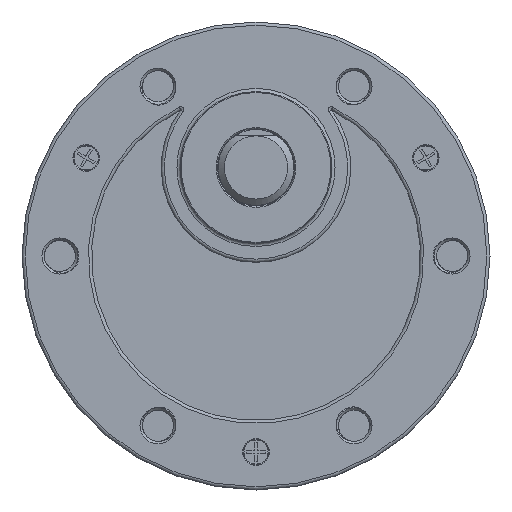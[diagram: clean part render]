
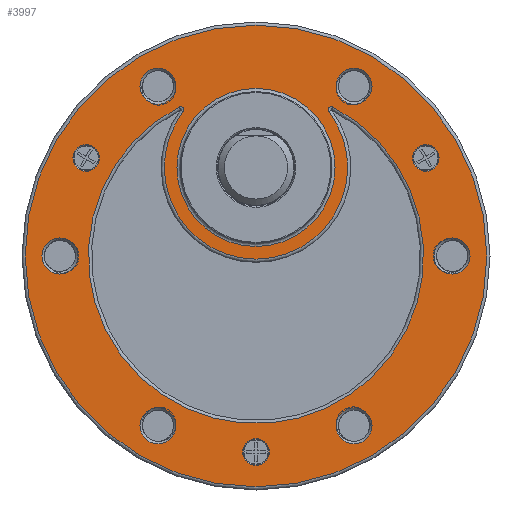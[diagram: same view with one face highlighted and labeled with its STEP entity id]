
A CAD part, front view. The second image highlights one B-rep face of the part: STEP entity #3997.
In plain terms, the highlighted planar face has unit normal (0, -1, 0).
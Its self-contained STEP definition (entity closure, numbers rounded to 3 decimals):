
#235=CIRCLE('',#4233,1.425);
#236=CIRCLE('',#4235,1.425);
#237=CIRCLE('',#4237,1.425);
#238=CIRCLE('',#4239,1.425);
#239=CIRCLE('',#4241,1.425);
#240=CIRCLE('',#4243,1.425);
#241=CIRCLE('',#4245,1.049);
#242=CIRCLE('',#4247,1.049);
#243=CIRCLE('',#4249,1.049);
#245=CIRCLE('',#4252,7.25);
#247=CIRCLE('',#4255,0.25);
#250=CIRCLE('',#4259,13.25);
#251=CIRCLE('',#4261,0.25);
#252=CIRCLE('',#4263,6.25);
#253=CIRCLE('',#4265,18.25);
#816=ORIENTED_EDGE('',*,*,#1313,.T.);
#817=ORIENTED_EDGE('',*,*,#1312,.T.);
#818=ORIENTED_EDGE('',*,*,#1311,.F.);
#819=ORIENTED_EDGE('',*,*,#1310,.T.);
#820=ORIENTED_EDGE('',*,*,#1307,.F.);
#821=ORIENTED_EDGE('',*,*,#1305,.T.);
#822=ORIENTED_EDGE('',*,*,#1303,.T.);
#823=ORIENTED_EDGE('',*,*,#1302,.T.);
#824=ORIENTED_EDGE('',*,*,#1301,.T.);
#825=ORIENTED_EDGE('',*,*,#1300,.T.);
#826=ORIENTED_EDGE('',*,*,#1299,.T.);
#827=ORIENTED_EDGE('',*,*,#1298,.T.);
#828=ORIENTED_EDGE('',*,*,#1297,.T.);
#829=ORIENTED_EDGE('',*,*,#1296,.T.);
#830=ORIENTED_EDGE('',*,*,#1295,.T.);
#1295=EDGE_CURVE('',#1596,#1596,#235,.F.);
#1296=EDGE_CURVE('',#1597,#1597,#236,.F.);
#1297=EDGE_CURVE('',#1598,#1598,#237,.F.);
#1298=EDGE_CURVE('',#1599,#1599,#238,.F.);
#1299=EDGE_CURVE('',#1600,#1600,#239,.F.);
#1300=EDGE_CURVE('',#1601,#1601,#240,.F.);
#1301=EDGE_CURVE('',#1602,#1602,#241,.F.);
#1302=EDGE_CURVE('',#1603,#1603,#242,.F.);
#1303=EDGE_CURVE('',#1604,#1604,#243,.F.);
#1305=EDGE_CURVE('',#1606,#1605,#245,.T.);
#1307=EDGE_CURVE('',#1606,#1607,#247,.T.);
#1310=EDGE_CURVE('',#1608,#1607,#250,.F.);
#1311=EDGE_CURVE('',#1608,#1605,#251,.T.);
#1312=EDGE_CURVE('',#1609,#1609,#252,.F.);
#1313=EDGE_CURVE('',#1610,#1610,#253,.T.);
#1596=VERTEX_POINT('',#21688);
#1597=VERTEX_POINT('',#21691);
#1598=VERTEX_POINT('',#21694);
#1599=VERTEX_POINT('',#21697);
#1600=VERTEX_POINT('',#21700);
#1601=VERTEX_POINT('',#21703);
#1602=VERTEX_POINT('',#21706);
#1603=VERTEX_POINT('',#21709);
#1604=VERTEX_POINT('',#21712);
#1605=VERTEX_POINT('',#21715);
#1606=VERTEX_POINT('',#21717);
#1607=VERTEX_POINT('',#21721);
#1608=VERTEX_POINT('',#21725);
#1609=VERTEX_POINT('',#21731);
#1610=VERTEX_POINT('',#21734);
#2218=EDGE_LOOP('',(#816));
#2219=EDGE_LOOP('',(#817));
#2220=EDGE_LOOP('',(#818,#819,#820,#821));
#2221=EDGE_LOOP('',(#822));
#2222=EDGE_LOOP('',(#823));
#2223=EDGE_LOOP('',(#824));
#2224=EDGE_LOOP('',(#825));
#2225=EDGE_LOOP('',(#826));
#2226=EDGE_LOOP('',(#827));
#2227=EDGE_LOOP('',(#828));
#2228=EDGE_LOOP('',(#829));
#2229=EDGE_LOOP('',(#830));
#2463=FACE_BOUND('',#2218,.T.);
#2464=FACE_BOUND('',#2219,.T.);
#2465=FACE_BOUND('',#2220,.T.);
#2466=FACE_BOUND('',#2221,.T.);
#2467=FACE_BOUND('',#2222,.T.);
#2468=FACE_BOUND('',#2223,.T.);
#2469=FACE_BOUND('',#2224,.T.);
#2470=FACE_BOUND('',#2225,.T.);
#2471=FACE_BOUND('',#2226,.T.);
#2472=FACE_BOUND('',#2227,.T.);
#2473=FACE_BOUND('',#2228,.T.);
#2474=FACE_BOUND('',#2229,.T.);
#2611=PLANE('',#4264);
#3997=ADVANCED_FACE('',(#2463,#2464,#2465,#2466,#2467,#2468,#2469,#2470,
#2471,#2472,#2473,#2474),#2611,.T.);
#4233=AXIS2_PLACEMENT_3D('',#21687,#4841,#4842);
#4235=AXIS2_PLACEMENT_3D('',#21690,#4845,#4846);
#4237=AXIS2_PLACEMENT_3D('',#21693,#4849,#4850);
#4239=AXIS2_PLACEMENT_3D('',#21696,#4853,#4854);
#4241=AXIS2_PLACEMENT_3D('',#21699,#4857,#4858);
#4243=AXIS2_PLACEMENT_3D('',#21702,#4861,#4862);
#4245=AXIS2_PLACEMENT_3D('',#21705,#4865,#4866);
#4247=AXIS2_PLACEMENT_3D('',#21708,#4869,#4870);
#4249=AXIS2_PLACEMENT_3D('',#21711,#4873,#4874);
#4252=AXIS2_PLACEMENT_3D('',#21716,#4879,#4880);
#4255=AXIS2_PLACEMENT_3D('',#21720,#4885,#4886);
#4259=AXIS2_PLACEMENT_3D('',#21726,#4893,#4894);
#4261=AXIS2_PLACEMENT_3D('',#21728,#4897,#4898);
#4263=AXIS2_PLACEMENT_3D('',#21730,#4901,#4902);
#4264=AXIS2_PLACEMENT_3D('',#21732,#4903,#4904);
#4265=AXIS2_PLACEMENT_3D('',#21733,#4905,#4906);
#4841=DIRECTION('',(0.,-1.,0.));
#4842=DIRECTION('',(0.,0.,-1.));
#4845=DIRECTION('',(0.,-1.,0.));
#4846=DIRECTION('',(0.866,0.,-0.5));
#4849=DIRECTION('',(0.,-1.,0.));
#4850=DIRECTION('',(0.866,0.,0.5));
#4853=DIRECTION('',(0.,-1.,0.));
#4854=DIRECTION('',(0.,0.,1.));
#4857=DIRECTION('',(0.,-1.,0.));
#4858=DIRECTION('',(-0.866,0.,0.5));
#4861=DIRECTION('',(0.,-1.,0.));
#4862=DIRECTION('',(-0.866,0.,-0.5));
#4865=DIRECTION('',(0.,-1.,0.));
#4866=DIRECTION('',(0.,0.,-1.));
#4869=DIRECTION('',(0.,-1.,0.));
#4870=DIRECTION('',(0.866,0.,0.5));
#4873=DIRECTION('',(0.,-1.,0.));
#4874=DIRECTION('',(-0.866,0.,0.5));
#4879=DIRECTION('',(0.,-1.,0.));
#4880=DIRECTION('',(0.,0.,-1.));
#4885=DIRECTION('',(0.,-1.,0.));
#4886=DIRECTION('',(0.,0.,-1.));
#4893=DIRECTION('',(0.,-1.,0.));
#4894=DIRECTION('',(0.,0.,-1.));
#4897=DIRECTION('',(0.,-1.,0.));
#4898=DIRECTION('',(0.,0.,-1.));
#4901=DIRECTION('',(0.,-1.,0.));
#4902=DIRECTION('',(0.,0.,-1.));
#4903=DIRECTION('',(0.,-1.,0.));
#4904=DIRECTION('',(0.,0.,-1.));
#4905=DIRECTION('',(0.,-1.,0.));
#4906=DIRECTION('',(0.,0.,-1.));
#21687=CARTESIAN_POINT('',(-7.75,0.,13.423));
#21688=CARTESIAN_POINT('',(-7.75,0.,11.999));
#21690=CARTESIAN_POINT('',(-15.5,0.,0.));
#21691=CARTESIAN_POINT('',(-14.266,0.,-0.712));
#21693=CARTESIAN_POINT('',(-7.75,0.,-13.423));
#21694=CARTESIAN_POINT('',(-6.516,0.,-12.711));
#21696=CARTESIAN_POINT('',(7.75,0.,-13.423));
#21697=CARTESIAN_POINT('',(7.75,0.,-11.999));
#21699=CARTESIAN_POINT('',(15.5,0.,0.));
#21700=CARTESIAN_POINT('',(14.266,0.,0.712));
#21702=CARTESIAN_POINT('',(7.75,0.,13.423));
#21703=CARTESIAN_POINT('',(6.516,0.,12.711));
#21705=CARTESIAN_POINT('',(0.,0.,-15.5));
#21706=CARTESIAN_POINT('',(0.,0.,-16.549));
#21708=CARTESIAN_POINT('',(13.423,0.,7.75));
#21709=CARTESIAN_POINT('',(14.332,0.,8.274));
#21711=CARTESIAN_POINT('',(-13.423,0.,7.75));
#21712=CARTESIAN_POINT('',(-14.332,0.,8.274));
#21715=CARTESIAN_POINT('',(5.76,0.,11.402));
#21716=CARTESIAN_POINT('',(0.,0.,7.));
#21717=CARTESIAN_POINT('',(-5.76,0.,11.402));
#21720=CARTESIAN_POINT('',(-5.959,0.,11.554));
#21721=CARTESIAN_POINT('',(-6.074,0.,11.776));
#21725=CARTESIAN_POINT('',(6.074,0.,11.776));
#21726=CARTESIAN_POINT('',(0.,0.,0.));
#21728=CARTESIAN_POINT('',(5.959,0.,11.554));
#21730=CARTESIAN_POINT('',(0.,0.,7.));
#21731=CARTESIAN_POINT('',(0.,0.,0.75));
#21732=CARTESIAN_POINT('',(0.,0.,0.));
#21733=CARTESIAN_POINT('',(0.,0.,0.));
#21734=CARTESIAN_POINT('',(0.,0.,-18.25));
